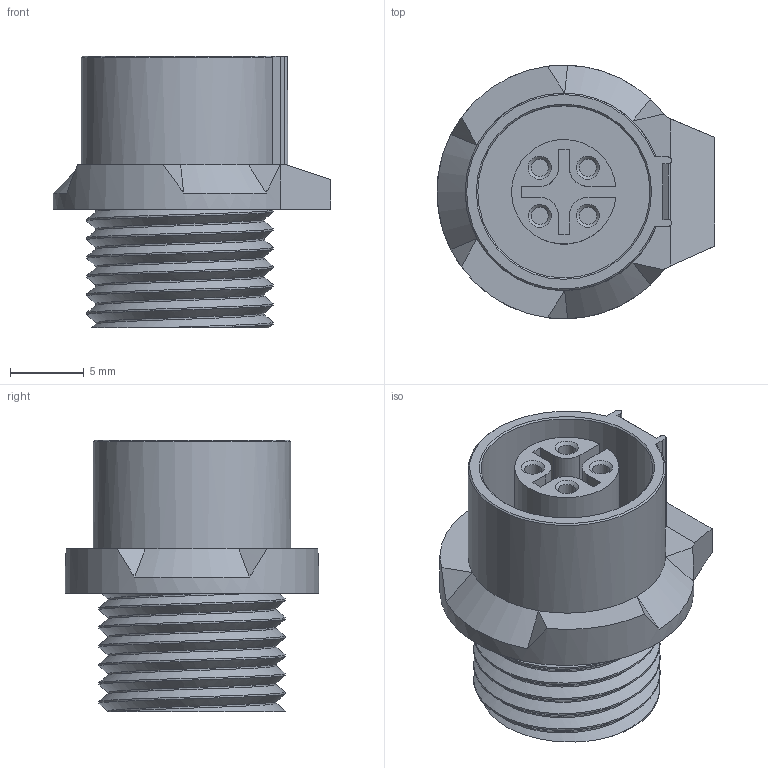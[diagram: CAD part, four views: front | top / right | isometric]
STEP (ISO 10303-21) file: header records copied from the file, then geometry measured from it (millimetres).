
FILE_DESCRIPTION(/* description */ (''),/* implementation_level */ '2;1');
FILE_NAME(/* name */ 'CNLinko_LP12_4Pin_Threaded.step',/* time_stamp */ '2023-06-08T11:42:31-07:00',/* author */ (''),/* organization */ (''),/* preprocessor_version */ 'ST-DEVELOPER v19.2',/* originating_system */ 'Autodesk Translation Framework v12.6.0.85',/* authorisation */ '');
FILE_SCHEMA (('AUTOMOTIVE_DESIGN { 1 0 10303 214 3 1 1 }'));
Length unit declared in the file: millimetre
Products named in the file (1): CNLinko_LP12_4Pin_Threaded
Bounding box: 18.86 x 17.22 x 18.44 mm (x, y, z)
Volume: 2064.4 mm3; surface area: 2104 mm2
Topology: 1 solids, 1 shells, 97 faces, 273 edges, 184 vertices
Faces by surface type: plane 46, cylinder 28, bspline 14, cone 9
Full cylindrical faces by diameter (mm): 1.168 x4, 11.43 x5, 11.684 x1, 12.65 x5
Entity records: 8920 total; most frequent: CARTESIAN_POINT 6545, ORIENTED_EDGE 546, DIRECTION 399, EDGE_CURVE 273, VERTEX_POINT 184, AXIS2_PLACEMENT_3D 138, LINE 123, VECTOR 123
